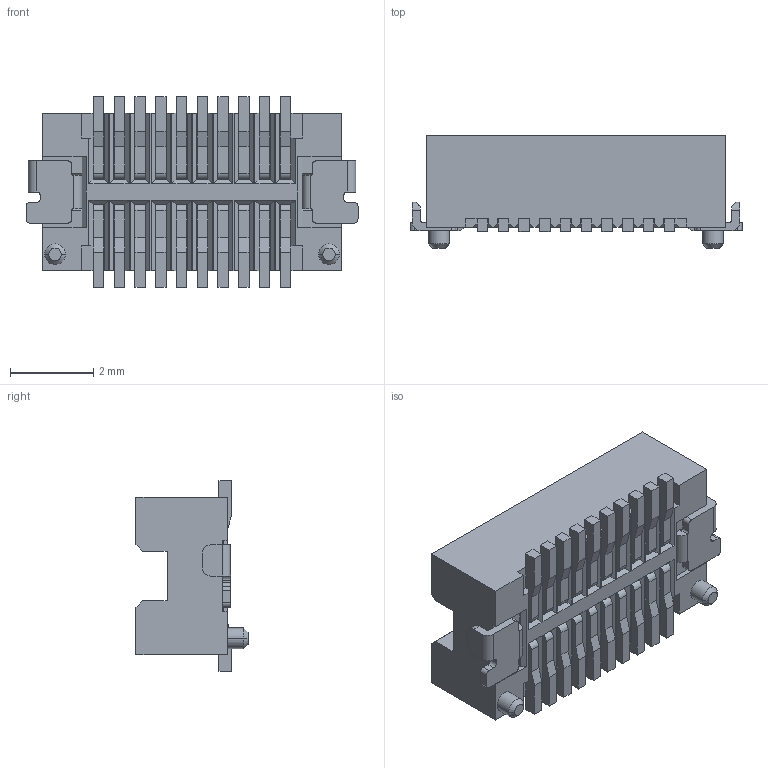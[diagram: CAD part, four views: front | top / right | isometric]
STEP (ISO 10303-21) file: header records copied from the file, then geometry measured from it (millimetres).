
FILE_DESCRIPTION((''),'2;1');
FILE_NAME('50-30H-20PIN-F-H_ASM','2015-10-26T',('HuangEr'),('FCI'),'PRO/ENGINEER BY PARAMETRIC TECHNOLOGY CORPORATION, 2013150','PRO/ENGINEER BY PARAMETRIC TECHNOLOGY CORPORATION, 2013150','');
FILE_SCHEMA(('AUTOMOTIVE_DESIGN { 1 0 10303 214 1 1 1 1 }'));
Length unit declared in the file: millimetre
Products named in the file (5): 30H-20PIN-F-H; 30H-F-TERMINAL; PAD1; PAD2; 50-30H-20PIN-F-H_ASM
Assembly tree (13 placements, depth 2):
  50-30H-20PIN-F-H_ASM
    30H-20PIN-F-H
    30H-F-TERMINAL  x10
    PAD1
    PAD2
Bounding box: 8 x 2.7 x 4.6 mm (x, y, z)
Volume: 38.2 mm3; surface area: 270.2 mm2
Topology: 23 solids, 23 shells, 1382 faces, 4054 edges, 2656 vertices
Faces by surface type: plane 1078, cylinder 300, cone 4
Entity records: 21708 total; most frequent: CARTESIAN_POINT 3680, ORIENTED_EDGE 3572, DIRECTION 3078, EDGE_CURVE 1786, VECTOR 1646, LINE 1646, VERTEX_POINT 1162, AXIS2_PLACEMENT_3D 716
